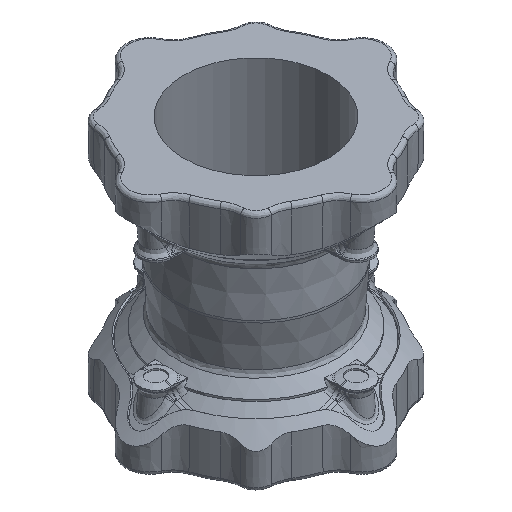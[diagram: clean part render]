
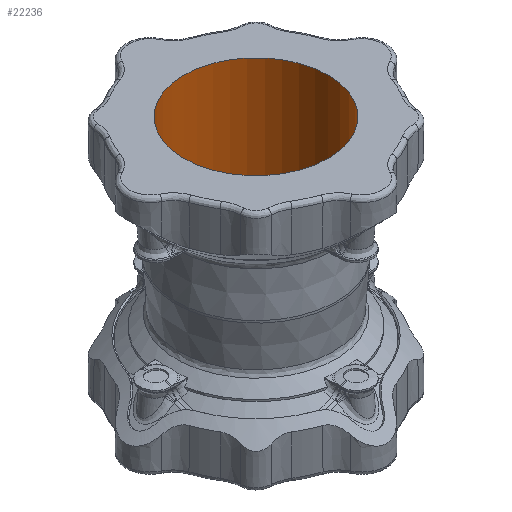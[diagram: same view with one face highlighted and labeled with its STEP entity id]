
A CAD part, isometric view. The second image highlights one B-rep face of the part: STEP entity #22236.
In plain terms, the highlighted cylindrical face has radius 94 mm (diameter 188 mm), a full revolution.
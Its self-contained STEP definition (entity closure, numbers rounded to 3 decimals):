
#2057 = ORIENTED_EDGE ( 'NONE', *, *, #46397, .T. ) ;
#2059 = ORIENTED_EDGE ( 'NONE', *, *, #40281, .T. ) ;
#2488 = EDGE_LOOP ( 'NONE', ( #2057 ) ) ;
#2490 = EDGE_LOOP ( 'NONE', ( #2059 ) ) ;
#17575 = AXIS2_PLACEMENT_3D ( 'NONE', #18383, #18384, #18378 ) ;
#18378 = DIRECTION ( 'NONE',  ( 0., 1., 0. ) ) ;
#18383 = CARTESIAN_POINT ( 'NONE',  ( 0., 0., 157.003 ) ) ;
#18384 = DIRECTION ( 'NONE',  ( 0., 0., -1. ) ) ;
#22236 = ADVANCED_FACE ( 'NONE', ( #35975, #35972 ), #35980, .F. ) ;
#23466 = CARTESIAN_POINT ( 'NONE',  ( 0., 0., -157. ) ) ;
#23467 = DIRECTION ( 'NONE',  ( 0., 0., -1. ) ) ;
#23468 = DIRECTION ( 'NONE',  ( 0., 1., 0. ) ) ;
#23828 = AXIS2_PLACEMENT_3D ( 'NONE', #23466, #23467, #23468 ) ;
#23946 = AXIS2_PLACEMENT_3D ( 'NONE', #34187, #34188, #34189 ) ;
#24407 = CIRCLE ( 'NONE', #23828, 94. ) ;
#24867 = CIRCLE ( 'NONE', #23946, 94. ) ;
#25180 = VERTEX_POINT ( 'NONE', #36843 ) ;
#25182 = VERTEX_POINT ( 'NONE', #36845 ) ;
#34187 = CARTESIAN_POINT ( 'NONE',  ( 0., 0., 157. ) ) ;
#34188 = DIRECTION ( 'NONE',  ( 0., 0., 1. ) ) ;
#34189 = DIRECTION ( 'NONE',  ( 1., 0., 0. ) ) ;
#35972 = FACE_OUTER_BOUND ( 'NONE', #2490, .T. ) ;
#35975 = FACE_OUTER_BOUND ( 'NONE', #2488, .T. ) ;
#35980 = CYLINDRICAL_SURFACE ( 'NONE', #17575, 94. ) ;
#36843 = CARTESIAN_POINT ( 'NONE',  ( 0., 94., -157. ) ) ;
#36845 = CARTESIAN_POINT ( 'NONE',  ( 94., 0., 157. ) ) ;
#40281 = EDGE_CURVE ( 'NONE', #25180, #25180, #24407, .T. ) ;
#46397 = EDGE_CURVE ( 'NONE', #25182, #25182, #24867, .T. ) ;
